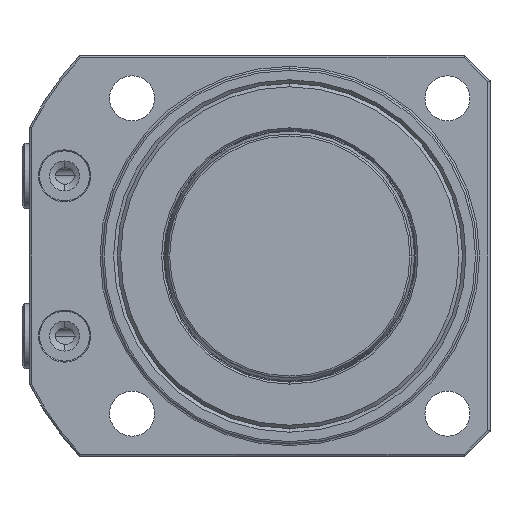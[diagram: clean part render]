
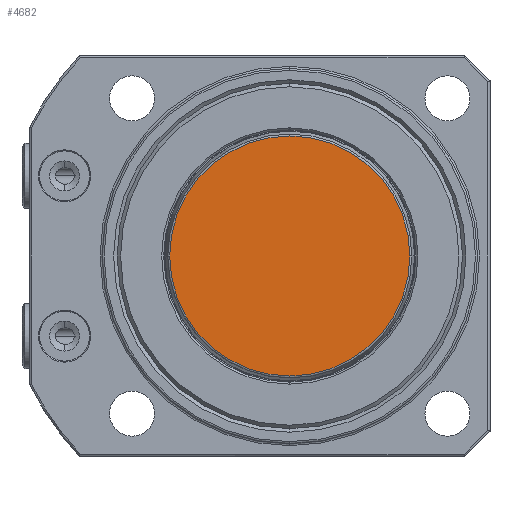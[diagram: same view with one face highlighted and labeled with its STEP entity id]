
A CAD part, front view. The second image highlights one B-rep face of the part: STEP entity #4682.
In plain terms, the highlighted planar face has unit normal (0, -1, 0).
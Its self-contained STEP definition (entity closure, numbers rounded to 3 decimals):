
#1084 = AXIS2_PLACEMENT_3D ( 'NONE', #3230, #3231, #3232 ) ;
#1088 = FACE_OUTER_BOUND ( 'NONE', #1316, .T. ) ;
#1316 = EDGE_LOOP ( 'NONE', ( #3012, #3474 ) ) ;
#1408 = CARTESIAN_POINT ( 'NONE',  ( 0., 0., 23.992 ) ) ;
#1410 = CARTESIAN_POINT ( 'NONE',  ( 0., 0., -23.992 ) ) ;
#3012 = ORIENTED_EDGE ( 'NONE', *, *, #4490, .T. ) ;
#3226 = PLANE ( 'NONE',  #1084 ) ;
#3230 = CARTESIAN_POINT ( 'NONE',  ( 24.272, 0., 0. ) ) ;
#3231 = DIRECTION ( 'NONE',  ( 0., 1., 0. ) ) ;
#3232 = DIRECTION ( 'NONE',  ( 0., 0., 1. ) ) ;
#3474 = ORIENTED_EDGE ( 'NONE', *, *, #4493, .T. ) ;
#3541 = AXIS2_PLACEMENT_3D ( 'NONE', #4905, #4909, #4910 ) ;
#3645 = AXIS2_PLACEMENT_3D ( 'NONE', #4899, #4900, #4901 ) ;
#3909 = CIRCLE ( 'NONE', #3645, 23.992 ) ;
#3911 = CIRCLE ( 'NONE', #3541, 23.992 ) ;
#4490 = EDGE_CURVE ( 'NONE', #5426, #5428, #3909, .T. ) ;
#4493 = EDGE_CURVE ( 'NONE', #5428, #5426, #3911, .T. ) ;
#4682 = ADVANCED_FACE ( 'NONE', ( #1088 ), #3226, .F. ) ;
#4899 = CARTESIAN_POINT ( 'NONE',  ( 0., 0., 0. ) ) ;
#4900 = DIRECTION ( 'NONE',  ( 0., -1., 0. ) ) ;
#4901 = DIRECTION ( 'NONE',  ( 0., 0., 1. ) ) ;
#4905 = CARTESIAN_POINT ( 'NONE',  ( 0., 0., 0. ) ) ;
#4909 = DIRECTION ( 'NONE',  ( 0., -1., 0. ) ) ;
#4910 = DIRECTION ( 'NONE',  ( 0., 0., 1. ) ) ;
#5426 = VERTEX_POINT ( 'NONE', #1408 ) ;
#5428 = VERTEX_POINT ( 'NONE', #1410 ) ;
